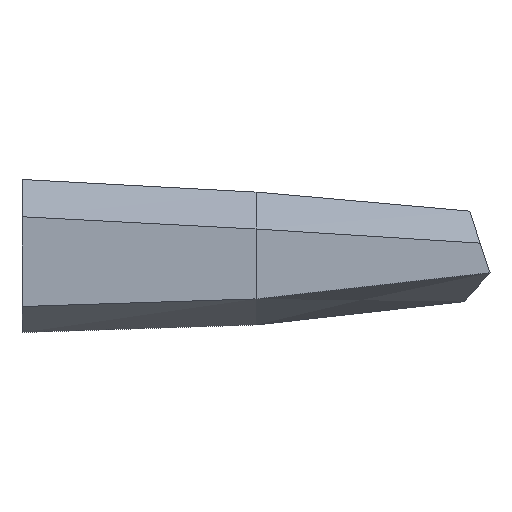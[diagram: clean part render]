
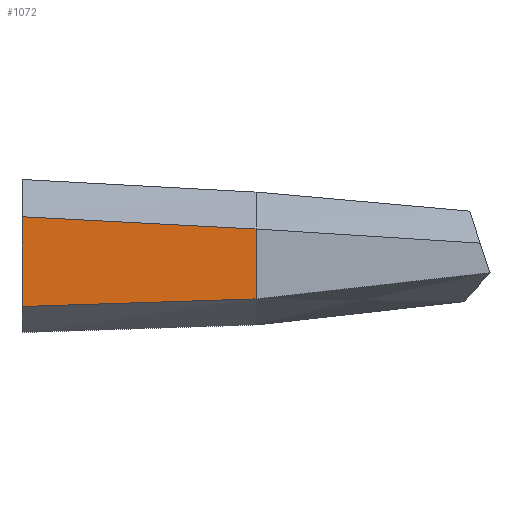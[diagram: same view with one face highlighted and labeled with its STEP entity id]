
A CAD part, left-side view. The second image highlights one B-rep face of the part: STEP entity #1072.
In plain terms, the highlighted planar face has unit normal (-1, -0.02, 0).
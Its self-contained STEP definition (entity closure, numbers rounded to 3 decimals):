
#351 = PLANE('',#352);
#352 = AXIS2_PLACEMENT_3D('',#353,#354,#355);
#353 = CARTESIAN_POINT('',(5000.,0.,0.
    ));
#354 = DIRECTION('',(0.,-1.,0.));
#355 = DIRECTION('',(0.,0.,-1.));
#519 = B_SPLINE_SURFACE_WITH_KNOTS('',1,1,(
    (#520,#521)
    ,(#522,#523
    )),.UNSPECIFIED.,.F.,.F.,.F.,(2,2),(2,2),(-22.361,0.),(0.,1.
    ),.PIECEWISE_BEZIER_KNOTS.);
#520 = CARTESIAN_POINT('',(-25.,0.,-60.));
#521 = CARTESIAN_POINT('',(-23.213,-90.,-57.092));
#522 = CARTESIAN_POINT('',(-5.,0.,-70.));
#523 = CARTESIAN_POINT('',(-5.,-90.,-67.092));
#537 = VERTEX_POINT('',#538);
#538 = CARTESIAN_POINT('',(-23.213,-90.,-57.092));
#551 = PLANE('',#552);
#552 = AXIS2_PLACEMENT_3D('',#553,#554,#555);
#553 = CARTESIAN_POINT('',(-16.91,-180.,0.));
#554 = DIRECTION('',(0.998,0.07,0.));
#555 = DIRECTION('',(-0.07,0.998,0.));
#778 = VERTEX_POINT('',#779);
#779 = CARTESIAN_POINT('',(-25.,0.,-25.492));
#793 = B_SPLINE_SURFACE_WITH_KNOTS('',1,1,(
    (#794,#795)
    ,(#796,#797
    )),.UNSPECIFIED.,.F.,.F.,.F.,(2,2),(2,2),(-16.015,0.),(0.,1.
    ),.PIECEWISE_BEZIER_KNOTS.);
#794 = CARTESIAN_POINT('',(-25.,0.,-25.492));
#795 = CARTESIAN_POINT('',(-23.213,-90.,-30.214));
#796 = CARTESIAN_POINT('',(-17.85,0.,-11.162));
#797 = CARTESIAN_POINT('',(-16.841,-90.,-16.));
#805 = EDGE_CURVE('',#778,#806,#808,.T.);
#806 = VERTEX_POINT('',#807);
#807 = CARTESIAN_POINT('',(-25.,0.,-60.));
#808 = SURFACE_CURVE('',#809,(#813,#820),.PCURVE_S1.);
#809 = LINE('',#810,#811);
#810 = CARTESIAN_POINT('',(-25.,0.,0.));
#811 = VECTOR('',#812,1.);
#812 = DIRECTION('',(-0.,-0.,-1.));
#813 = PCURVE('',#351,#814);
#814 = DEFINITIONAL_REPRESENTATION('',(#815),#819);
#815 = LINE('',#816,#817);
#816 = CARTESIAN_POINT('',(0.,-5025.));
#817 = VECTOR('',#818,1.);
#818 = DIRECTION('',(1.,0.));
#819 = ( GEOMETRIC_REPRESENTATION_CONTEXT(2) 
PARAMETRIC_REPRESENTATION_CONTEXT() REPRESENTATION_CONTEXT('2D SPACE',''
  ) );
#820 = PCURVE('',#821,#826);
#821 = PLANE('',#822);
#822 = AXIS2_PLACEMENT_3D('',#823,#824,#825);
#823 = CARTESIAN_POINT('',(-25.,0.,0.));
#824 = DIRECTION('',(-1.,-0.02,0.));
#825 = DIRECTION('',(0.02,-1.,0.));
#826 = DEFINITIONAL_REPRESENTATION('',(#827),#831);
#827 = LINE('',#828,#829);
#828 = CARTESIAN_POINT('',(0.,0.));
#829 = VECTOR('',#830,1.);
#830 = DIRECTION('',(0.,-1.));
#831 = ( GEOMETRIC_REPRESENTATION_CONTEXT(2) 
PARAMETRIC_REPRESENTATION_CONTEXT() REPRESENTATION_CONTEXT('2D SPACE',''
  ) );
#934 = EDGE_CURVE('',#806,#537,#935,.T.);
#935 = SURFACE_CURVE('',#936,(#940,#946),.PCURVE_S1.);
#936 = LINE('',#937,#938);
#937 = CARTESIAN_POINT('',(-23.099,-95.759,
    -56.906));
#938 = VECTOR('',#939,1.);
#939 = DIRECTION('',(0.02,-0.999,
    0.032));
#940 = PCURVE('',#519,#941);
#941 = DEFINITIONAL_REPRESENTATION('',(#942),#945);
#942 = B_SPLINE_CURVE_WITH_KNOTS('',1,(#943,#944),.UNSPECIFIED.,.F.,.F.,
  (2,2),(-95.828,-5.763),.PIECEWISE_BEZIER_KNOTS.);
#943 = CARTESIAN_POINT('',(-22.361,0.));
#944 = CARTESIAN_POINT('',(-22.361,1.));
#945 = ( GEOMETRIC_REPRESENTATION_CONTEXT(2) 
PARAMETRIC_REPRESENTATION_CONTEXT() REPRESENTATION_CONTEXT('2D SPACE',''
  ) );
#946 = PCURVE('',#821,#947);
#947 = DEFINITIONAL_REPRESENTATION('',(#948),#951);
#948 = B_SPLINE_CURVE_WITH_KNOTS('',1,(#949,#950),.UNSPECIFIED.,.F.,.F.,
  (2,2),(-104.834,3.244),.PIECEWISE_BEZIER_KNOTS.);
#949 = CARTESIAN_POINT('',(-9.002,-60.291));
#950 = CARTESIAN_POINT('',(99.02,-56.801));
#951 = ( GEOMETRIC_REPRESENTATION_CONTEXT(2) 
PARAMETRIC_REPRESENTATION_CONTEXT() REPRESENTATION_CONTEXT('2D SPACE',''
  ) );
#957 = VERTEX_POINT('',#958);
#958 = CARTESIAN_POINT('',(-23.213,-90.,-30.214));
#979 = EDGE_CURVE('',#957,#537,#980,.T.);
#980 = SURFACE_CURVE('',#981,(#985,#992),.PCURVE_S1.);
#981 = LINE('',#982,#983);
#982 = CARTESIAN_POINT('',(-23.213,-90.,0.));
#983 = VECTOR('',#984,1.);
#984 = DIRECTION('',(-0.,-0.,-1.));
#985 = PCURVE('',#551,#986);
#986 = DEFINITIONAL_REPRESENTATION('',(#987),#991);
#987 = LINE('',#988,#989);
#988 = CARTESIAN_POINT('',(90.22,0.));
#989 = VECTOR('',#990,1.);
#990 = DIRECTION('',(0.,-1.));
#991 = ( GEOMETRIC_REPRESENTATION_CONTEXT(2) 
PARAMETRIC_REPRESENTATION_CONTEXT() REPRESENTATION_CONTEXT('2D SPACE',''
  ) );
#992 = PCURVE('',#821,#993);
#993 = DEFINITIONAL_REPRESENTATION('',(#994),#998);
#994 = LINE('',#995,#996);
#995 = CARTESIAN_POINT('',(90.018,0.));
#996 = VECTOR('',#997,1.);
#997 = DIRECTION('',(0.,-1.));
#998 = ( GEOMETRIC_REPRESENTATION_CONTEXT(2) 
PARAMETRIC_REPRESENTATION_CONTEXT() REPRESENTATION_CONTEXT('2D SPACE',''
  ) );
#1072 = ADVANCED_FACE('',(#1073),#821,.T.);
#1073 = FACE_BOUND('',#1074,.T.);
#1074 = EDGE_LOOP('',(#1075,#1094,#1095,#1096));
#1075 = ORIENTED_EDGE('',*,*,#1076,.T.);
#1076 = EDGE_CURVE('',#957,#778,#1077,.T.);
#1077 = SURFACE_CURVE('',#1078,(#1082,#1088),.PCURVE_S1.);
#1078 = LINE('',#1079,#1080);
#1079 = CARTESIAN_POINT('',(-24.026,-49.057,
    -28.066));
#1080 = VECTOR('',#1081,1.);
#1081 = DIRECTION('',(-0.02,0.998,
    0.052));
#1082 = PCURVE('',#821,#1083);
#1083 = DEFINITIONAL_REPRESENTATION('',(#1084),#1087);
#1084 = B_SPLINE_CURVE_WITH_KNOTS('',1,(#1085,#1086),.UNSPECIFIED.,.F.,
  .F.,(2,2),(-50.022,58.148),.PIECEWISE_BEZIER_KNOTS.);
#1085 = CARTESIAN_POINT('',(99.02,-30.686));
#1086 = CARTESIAN_POINT('',(-9.002,-25.02));
#1087 = ( GEOMETRIC_REPRESENTATION_CONTEXT(2) 
PARAMETRIC_REPRESENTATION_CONTEXT() REPRESENTATION_CONTEXT('2D SPACE',''
  ) );
#1088 = PCURVE('',#793,#1089);
#1089 = DEFINITIONAL_REPRESENTATION('',(#1090),#1093);
#1090 = B_SPLINE_CURVE_WITH_KNOTS('',1,(#1091,#1092),.UNSPECIFIED.,.F.,
  .F.,(2,2),(-41.008,49.134),.PIECEWISE_BEZIER_KNOTS.);
#1091 = CARTESIAN_POINT('',(-16.015,1.));
#1092 = CARTESIAN_POINT('',(-16.015,0.));
#1093 = ( GEOMETRIC_REPRESENTATION_CONTEXT(2) 
PARAMETRIC_REPRESENTATION_CONTEXT() REPRESENTATION_CONTEXT('2D SPACE',''
  ) );
#1094 = ORIENTED_EDGE('',*,*,#805,.T.);
#1095 = ORIENTED_EDGE('',*,*,#934,.T.);
#1096 = ORIENTED_EDGE('',*,*,#979,.F.);
